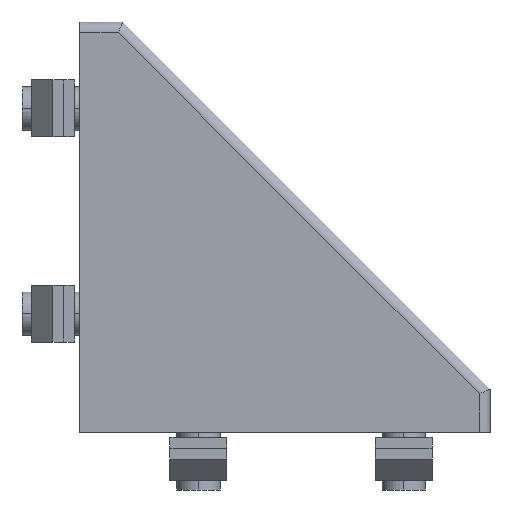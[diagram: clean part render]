
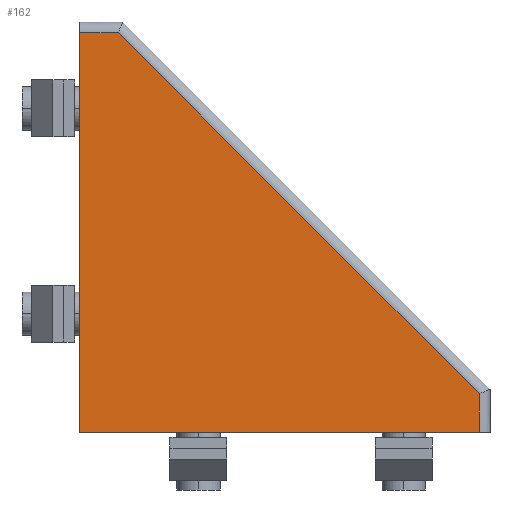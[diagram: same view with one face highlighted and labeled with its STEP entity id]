
A CAD part, left-side view. The second image highlights one B-rep face of the part: STEP entity #162.
In plain terms, the highlighted planar face has unit normal (-1, 0, 0).
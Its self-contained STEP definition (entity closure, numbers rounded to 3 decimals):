
#162=ADVANCED_FACE('1268',(#454),#455,.F.);
#454=FACE_OUTER_BOUND('',#893,.T.);
#455=PLANE('',#894);
#893=EDGE_LOOP('',(#1326,#1327,#1328,#1329,#1330));
#894=AXIS2_PLACEMENT_3D('',#1331,#1332,#1333);
#1326=ORIENTED_EDGE('',*,*,#2589,.F.);
#1327=ORIENTED_EDGE('',*,*,#2590,.F.);
#1328=ORIENTED_EDGE('',*,*,#2591,.T.);
#1329=ORIENTED_EDGE('',*,*,#2592,.T.);
#1330=ORIENTED_EDGE('',*,*,#2593,.T.);
#1331=CARTESIAN_POINT('',(-14.0,0.0,0.0));
#1332=DIRECTION('',(1.0,0.0,-0.0));
#1333=DIRECTION('',(0.0,0.0,1.0));
#2589=EDGE_CURVE('1362',#3084,#3085,#3086,.T.);
#2590=EDGE_CURVE('1361',#3087,#3084,#3088,.T.);
#2591=EDGE_CURVE('1358',#3087,#3089,#3090,.T.);
#2592=EDGE_CURVE('1356',#3089,#3091,#3092,.T.);
#2593=EDGE_CURVE('1353',#3091,#3085,#3093,.T.);
#3084=VERTEX_POINT('',#3809);
#3085=VERTEX_POINT('',#3810);
#3086=LINE('',#3811,#3812);
#3087=VERTEX_POINT('',#3813);
#3088=LINE('',#3814,#3815);
#3089=VERTEX_POINT('',#3816);
#3090=LINE('',#3817,#3818);
#3091=VERTEX_POINT('',#3819);
#3092=LINE('',#3820,#3821);
#3093=LINE('',#3822,#3823);
#3809=CARTESIAN_POINT('',(-14.0,0.0,0.0));
#3810=CARTESIAN_POINT('',(-14.0,0.0,55.5));
#3811=CARTESIAN_POINT('',(-14.0,0.0,0.0));
#3812=VECTOR('',#4834,55.5);
#3813=CARTESIAN_POINT('',(-14.0,-55.5,0.0));
#3814=CARTESIAN_POINT('',(-14.0,-55.5,0.0));
#3815=VECTOR('',#4835,55.5);
#3816=CARTESIAN_POINT('',(-14.0,-55.5,5.379));
#3817=CARTESIAN_POINT('',(-14.0,-55.5,0.0));
#3818=VECTOR('',#4836,5.379);
#3819=CARTESIAN_POINT('',(-14.0,-5.379,55.5));
#3820=CARTESIAN_POINT('',(-14.0,-55.5,5.379));
#3821=VECTOR('',#4837,70.882);
#3822=CARTESIAN_POINT('',(-14.0,-5.379,55.5));
#3823=VECTOR('',#4838,5.379);
#4834=DIRECTION('',(0.0,0.0,1.0));
#4835=DIRECTION('',(0.0,1.0,0.0));
#4836=DIRECTION('',(0.0,0.0,1.0));
#4837=DIRECTION('',(0.0,0.707,0.707));
#4838=DIRECTION('',(0.0,1.0,0.0));
